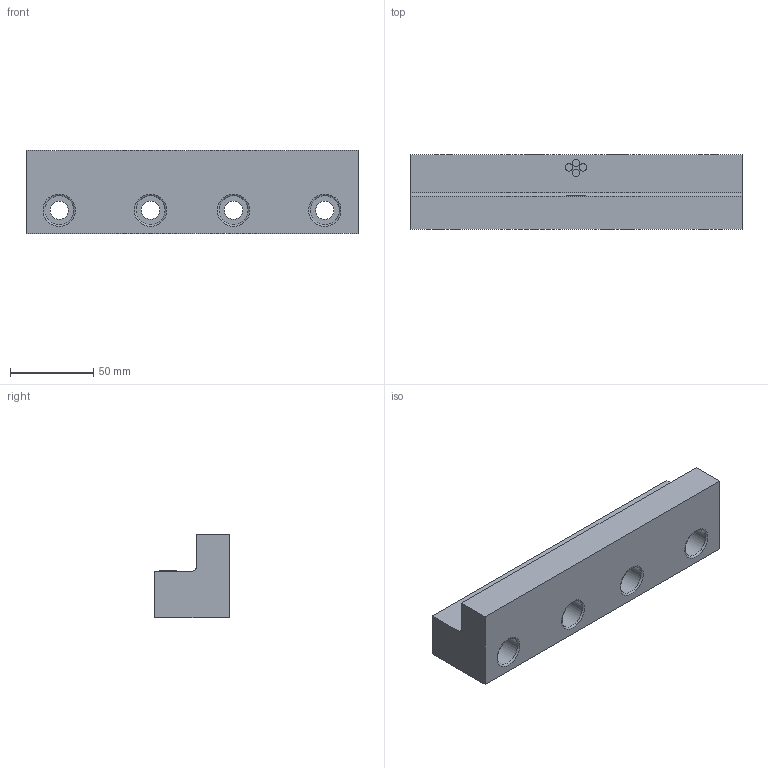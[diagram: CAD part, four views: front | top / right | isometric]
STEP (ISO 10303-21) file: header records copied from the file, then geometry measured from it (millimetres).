
FILE_DESCRIPTION( ( 'STEP AP203' ), ' ' );
FILE_NAME( 'LBG101.020005045.stp', '2016-03-11T13:36:15', ( '' ), ( '' ), ' ', 'PARTsolutions', ' ' );
FILE_SCHEMA( ( 'CONFIG_CONTROL_DESIGN' ) );
Length unit declared in the file: millimetre
Products named in the file (1): _LBG101.020005045
Bounding box: 200 x 45 x 50 mm (x, y, z)
Volume: 310220 mm3; surface area: 48400.1 mm2
Topology: 1 solids, 1 shells, 41 faces, 79 edges, 52 vertices
Faces by surface type: plane 20, cylinder 17, torus 4
Full cylindrical faces by diameter (mm): 4.4 x4, 4.5 x4, 11 x4, 17.5 x4
Entity records: 997 total; most frequent: DIRECTION 179, CARTESIAN_POINT 149, ORIENTED_EDGE 114, EDGE_LOOP 81, AXIS2_PLACEMENT_3D 80, FACE_OUTER_BOUND 61, EDGE_CURVE 57, VERTEX_POINT 50
